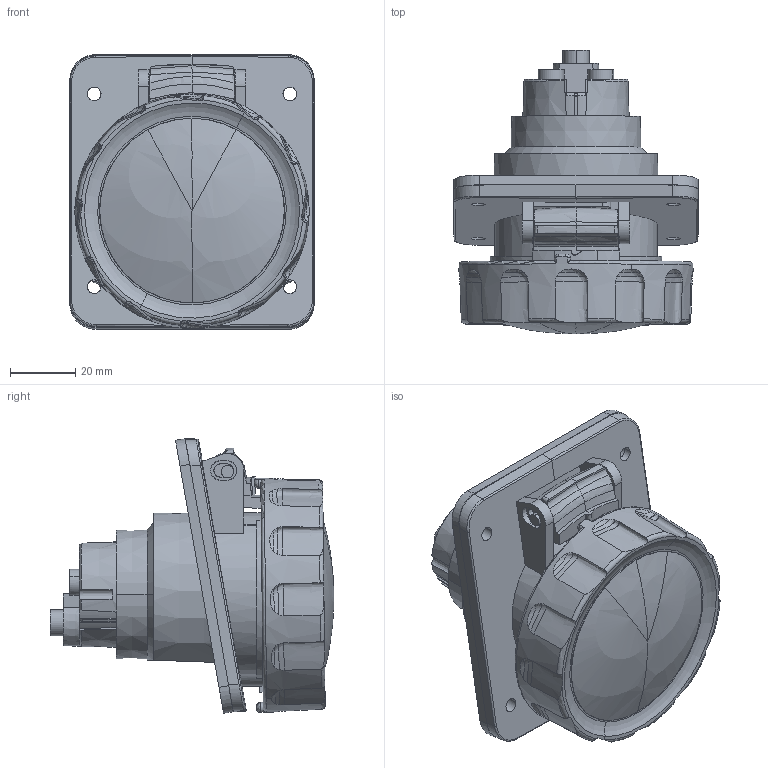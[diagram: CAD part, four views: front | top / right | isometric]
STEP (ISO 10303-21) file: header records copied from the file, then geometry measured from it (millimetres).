
FILE_DESCRIPTION((''),'2;1');
FILE_NAME('GW62227H_SW0001','2020-07-17T11:22:44',('User'),('Technoprobe spa'),'CREO PARAMETRIC BY PTC INC, 2019471','CREO PARAMETRIC BY PTC INC, 2019471','');
FILE_SCHEMA(('CONFIG_CONTROL_DESIGN'));
Length unit declared in the file: millimetre
Products named in the file (1): GW62227H_SW0001
Bounding box: 75 x 87.03 x 84.23 mm (x, y, z)
Volume: 192444.5 mm3; surface area: 35349.1 mm2
Topology: 1 solids, 1 shells, 364 faces, 1113 edges, 754 vertices
Faces by surface type: plane 137, bspline 88, cylinder 62, cone 47, torus 22, sphere 4, extrusion 4
Entity records: 17493 total; most frequent: CARTESIAN_POINT 8489, ORIENTED_EDGE 2218, DIRECTION 1400, EDGE_CURVE 1109, VERTEX_POINT 754, AXIS2_PLACEMENT_3D 526, B_SPLINE_CURVE_WITH_KNOTS 515, EDGE_LOOP 387
